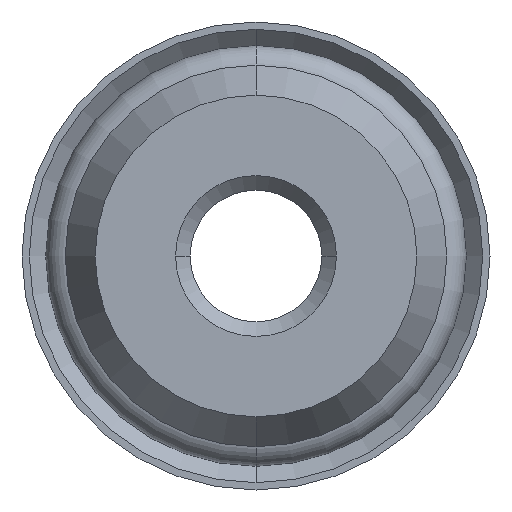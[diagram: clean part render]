
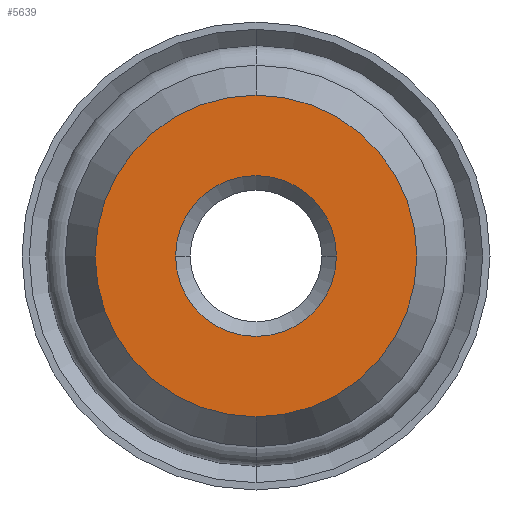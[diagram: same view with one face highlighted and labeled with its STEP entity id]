
A CAD part, front view. The second image highlights one B-rep face of the part: STEP entity #5639.
In plain terms, the highlighted planar face has unit normal (0, -1, 0).
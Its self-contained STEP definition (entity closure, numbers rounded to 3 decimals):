
#84 = DIRECTION ( 'NONE',  ( 0., -1., 0. ) ) ;
#371 = DIRECTION ( 'NONE',  ( 0., -1., 0. ) ) ;
#391 = CARTESIAN_POINT ( 'NONE',  ( -2.75, -8., 0. ) ) ;
#546 = CIRCLE ( 'NONE', #2340, 2.75 ) ;
#557 = DIRECTION ( 'NONE',  ( 0., -1., 0. ) ) ;
#973 = VERTEX_POINT ( 'NONE', #2672 ) ;
#1031 = CIRCLE ( 'NONE', #6193, 5.5 ) ;
#1308 = EDGE_LOOP ( 'NONE', ( #4798, #3463 ) ) ;
#1521 = ORIENTED_EDGE ( 'NONE', *, *, #3026, .F. ) ;
#1666 = CIRCLE ( 'NONE', #4885, 5.5 ) ;
#1893 = CARTESIAN_POINT ( 'NONE',  ( 0., -8., 5.5 ) ) ;
#2103 = AXIS2_PLACEMENT_3D ( 'NONE', #3266, #371, #3760 ) ;
#2340 = AXIS2_PLACEMENT_3D ( 'NONE', #2508, #5852, #2996 ) ;
#2359 = ORIENTED_EDGE ( 'NONE', *, *, #3860, .F. ) ;
#2446 = CARTESIAN_POINT ( 'NONE',  ( 0., -8., -5.5 ) ) ;
#2508 = CARTESIAN_POINT ( 'NONE',  ( 0., -8., 0. ) ) ;
#2568 = EDGE_CURVE ( 'NONE', #2998, #5026, #1666, .T. ) ;
#2672 = CARTESIAN_POINT ( 'NONE',  ( 2.75, -8., 0. ) ) ;
#2704 = DIRECTION ( 'NONE',  ( 0., -1., 0. ) ) ;
#2971 = CARTESIAN_POINT ( 'NONE',  ( 0., -8., 0. ) ) ;
#2996 = DIRECTION ( 'NONE',  ( 1., 0., 0. ) ) ;
#2998 = VERTEX_POINT ( 'NONE', #2446 ) ;
#3026 = EDGE_CURVE ( 'NONE', #973, #4540, #3703, .T. ) ;
#3266 = CARTESIAN_POINT ( 'NONE',  ( 0., -8., 0. ) ) ;
#3359 = FACE_BOUND ( 'NONE', #4237, .T. ) ;
#3449 = CARTESIAN_POINT ( 'NONE',  ( 0., -8., 0. ) ) ;
#3463 = ORIENTED_EDGE ( 'NONE', *, *, #2568, .T. ) ;
#3464 = DIRECTION ( 'NONE',  ( 1., 0., 0. ) ) ;
#3703 = CIRCLE ( 'NONE', #3723, 2.75 ) ;
#3723 = AXIS2_PLACEMENT_3D ( 'NONE', #2971, #84, #3464 ) ;
#3760 = DIRECTION ( 'NONE',  ( 0., 0., -1. ) ) ;
#3860 = EDGE_CURVE ( 'NONE', #4540, #973, #546, .T. ) ;
#3932 = DIRECTION ( 'NONE',  ( 0., 0., -1. ) ) ;
#4237 = EDGE_LOOP ( 'NONE', ( #1521, #2359 ) ) ;
#4482 = FACE_OUTER_BOUND ( 'NONE', #1308, .T. ) ;
#4540 = VERTEX_POINT ( 'NONE', #391 ) ;
#4798 = ORIENTED_EDGE ( 'NONE', *, *, #5522, .T. ) ;
#4885 = AXIS2_PLACEMENT_3D ( 'NONE', #5566, #2704, #6054 ) ;
#5026 = VERTEX_POINT ( 'NONE', #1893 ) ;
#5522 = EDGE_CURVE ( 'NONE', #5026, #2998, #1031, .T. ) ;
#5566 = CARTESIAN_POINT ( 'NONE',  ( 0., -8., 0. ) ) ;
#5639 = ADVANCED_FACE ( 'NONE', ( #3359, #4482 ), #6116, .T. ) ;
#5852 = DIRECTION ( 'NONE',  ( 0., -1., 0. ) ) ;
#6054 = DIRECTION ( 'NONE',  ( 0., 0., -1. ) ) ;
#6116 = PLANE ( 'NONE',  #2103 ) ;
#6193 = AXIS2_PLACEMENT_3D ( 'NONE', #3449, #557, #3932 ) ;
